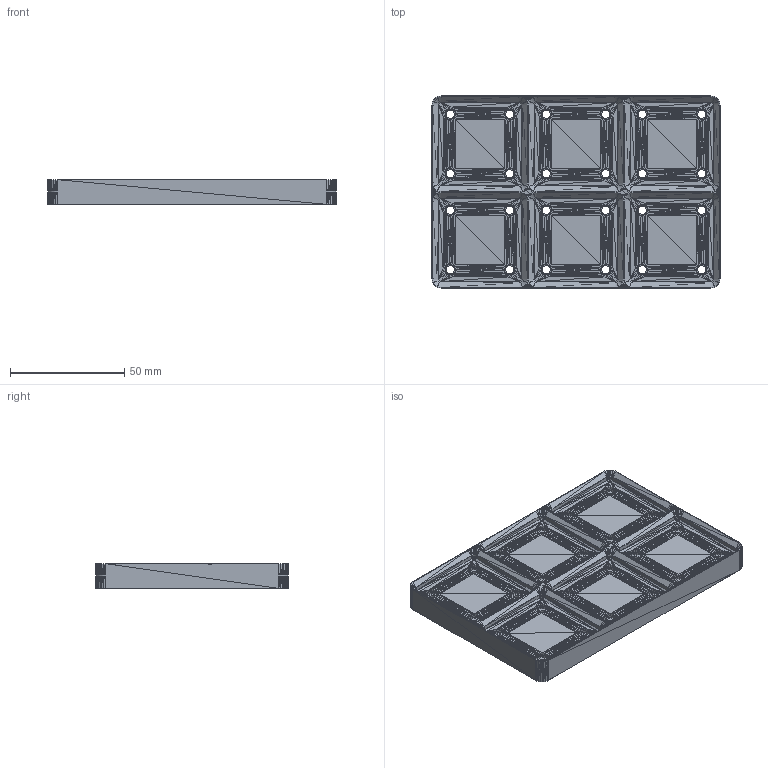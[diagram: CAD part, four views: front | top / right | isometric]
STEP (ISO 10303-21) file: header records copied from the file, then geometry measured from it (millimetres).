
FILE_DESCRIPTION(('HOOPS Exchange Step'),'2;1');
FILE_NAME('Weighted Baseplate 2x3.step','2023-04-24T22:31:08+00:00',('root'),('Unknown organisation'),'HOOPS Exchange 2022.1','HOOPS Exchange','Unknown authorisation');
FILE_SCHEMA( ('AP203_CONFIGURATION_CONTROLLED_3D_DESIGN_OF_MECHANICAL_PARTS_AND_ASSEMBLIES_MIM_LF') );
Length unit declared in the file: millimetre
Products named in the file (1): 0
Bounding box: 126 x 84 x 10.8 mm (x, y, z)
Volume: 57184.7 mm3; surface area: 32408 mm2
Topology: 1 solids, 1 shells, 9836 faces, 14754 edges, 4848 vertices
Faces by surface type: plane 9836
Entity records: 83559 total; most frequent: DIRECTION 19674, CARTESIAN_POINT 14685, AXIS2_PLACEMENT_3D 9837, PLANE 9836, POLY_LOOP 9836, FACE_OUTER_BOUND 9836, FACE_SURFACE 9836, PLANE_ANGLE_MEASURE_WITH_UNIT 1
